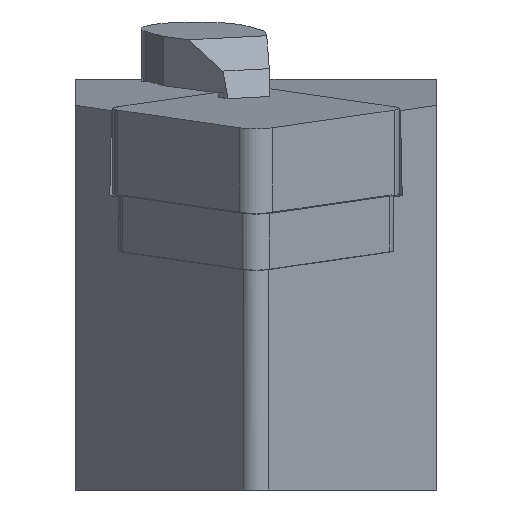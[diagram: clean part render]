
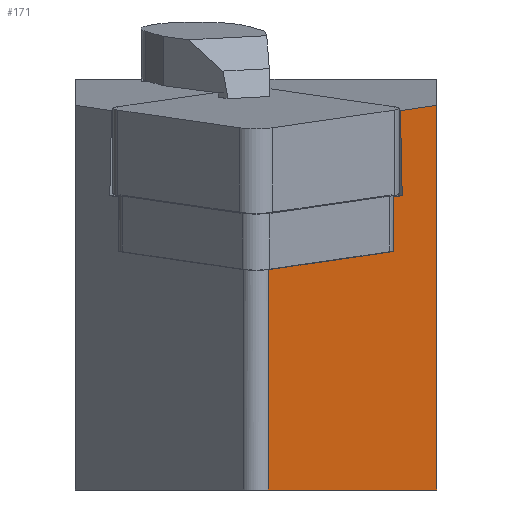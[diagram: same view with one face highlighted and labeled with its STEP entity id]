
A CAD part, left-side view. The second image highlights one B-rep face of the part: STEP entity #171.
In plain terms, the highlighted planar face has unit normal (-0.638, -0.766, -0.078).
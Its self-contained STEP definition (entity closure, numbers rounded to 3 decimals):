
#171=ADVANCED_FACE('',(#268),#227,.F.);
#227=PLANE('',#1215);
#268=FACE_OUTER_BOUND('',#322,.T.);
#322=EDGE_LOOP('',(#381,#382,#383,#384,#385,#386,#387,#388));
#381=ORIENTED_EDGE('',*,*,#809,.F.);
#382=ORIENTED_EDGE('',*,*,#810,.F.);
#383=ORIENTED_EDGE('',*,*,#811,.F.);
#384=ORIENTED_EDGE('',*,*,#812,.F.);
#385=ORIENTED_EDGE('',*,*,#813,.F.);
#386=ORIENTED_EDGE('',*,*,#814,.T.);
#387=ORIENTED_EDGE('',*,*,#815,.T.);
#388=ORIENTED_EDGE('',*,*,#816,.T.);
#699=VERTEX_POINT('',#1618);
#700=VERTEX_POINT('',#1619);
#701=VERTEX_POINT('',#1621);
#702=VERTEX_POINT('',#1623);
#703=VERTEX_POINT('',#1625);
#704=VERTEX_POINT('',#1627);
#705=VERTEX_POINT('',#1629);
#706=VERTEX_POINT('',#1631);
#809=EDGE_CURVE('',#699,#700,#968,.T.);
#810=EDGE_CURVE('',#701,#699,#969,.T.);
#811=EDGE_CURVE('',#702,#701,#970,.T.);
#812=EDGE_CURVE('',#703,#702,#971,.T.);
#813=EDGE_CURVE('',#704,#703,#972,.T.);
#814=EDGE_CURVE('',#704,#705,#973,.T.);
#815=EDGE_CURVE('',#705,#706,#974,.T.);
#816=EDGE_CURVE('',#706,#700,#975,.T.);
#968=LINE('',#1617,#1091);
#969=LINE('',#1620,#1092);
#970=LINE('',#1622,#1093);
#971=LINE('',#1624,#1094);
#972=LINE('',#1626,#1095);
#973=LINE('',#1628,#1096);
#974=LINE('',#1630,#1097);
#975=LINE('',#1632,#1098);
#1091=VECTOR('',#1309,1.);
#1092=VECTOR('',#1310,1.);
#1093=VECTOR('',#1311,1.);
#1094=VECTOR('',#1312,1.);
#1095=VECTOR('',#1313,1.);
#1096=VECTOR('',#1314,1.);
#1097=VECTOR('',#1315,1.);
#1098=VECTOR('',#1316,1.);
#1215=AXIS2_PLACEMENT_3D('',#1633,#1317,#1318);
#1309=DIRECTION('',(0.76,-0.643,0.093));
#1310=DIRECTION('',(-0.122,0.,0.993));
#1311=DIRECTION('',(-0.768,0.64,0.));
#1312=DIRECTION('',(0.122,0.,-0.993));
#1313=DIRECTION('',(0.76,-0.643,0.093));
#1314=DIRECTION('',(0.146,-0.02,-0.989));
#1315=DIRECTION('',(-0.76,0.643,-0.093));
#1316=DIRECTION('',(0.122,0.,-0.993));
#1317=DIRECTION('',(0.638,0.766,0.078));
#1318=DIRECTION('',(-0.768,0.64,0.));
#1617=CARTESIAN_POINT('',(25.43,-40.,-12.865));
#1618=CARTESIAN_POINT('',(3.403,-21.379,-15.569));
#1619=CARTESIAN_POINT('',(19.739,-35.189,-13.563));
#1620=CARTESIAN_POINT('',(8.781,-21.379,-59.37));
#1621=CARTESIAN_POINT('',(6.403,-21.379,-40.));
#1622=CARTESIAN_POINT('',(29.97,-41.006,-40.));
#1623=CARTESIAN_POINT('',(28.761,-40.,-40.));
#1624=CARTESIAN_POINT('',(30.808,-40.,-56.666));
#1625=CARTESIAN_POINT('',(23.532,-40.,2.589));
#1626=CARTESIAN_POINT('',(23.532,-40.,2.589));
#1627=CARTESIAN_POINT('',(18.792,-35.993,2.007));
#1628=CARTESIAN_POINT('',(20.182,-36.187,-7.413));
#1629=CARTESIAN_POINT('',(20.182,-36.187,-7.414));
#1630=CARTESIAN_POINT('',(22.601,-38.232,-7.117));
#1631=CARTESIAN_POINT('',(19.002,-35.189,-7.559));
#1632=CARTESIAN_POINT('',(19.739,-35.189,-13.563));
#1633=CARTESIAN_POINT('',(30.808,-40.,-56.666));
